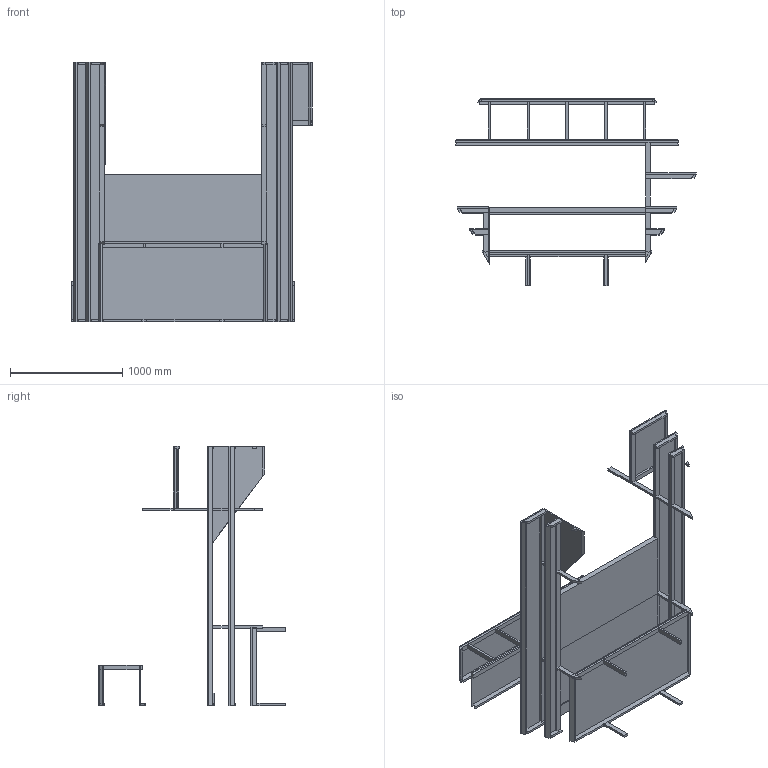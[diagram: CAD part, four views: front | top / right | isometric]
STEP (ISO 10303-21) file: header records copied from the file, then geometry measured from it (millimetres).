
FILE_DESCRIPTION (( 'STEP AP203' ), '1' );
FILE_NAME ('FIX_FURNITURE_SEED_NIGHT_REV_.step', '2025-08-17T04:48:16', ( '' ), ( '' ), 'SwSTEP 2.0', 'SolidWorks 2024', '' );
FILE_SCHEMA (( 'CONFIG_CONTROL_DESIGN' ));
Length unit declared in the file: millimetre
Products named in the file (1): FIX_FURNITURE_SEED_NIGHT_REV_
Bounding box: 2147.45 x 1673 x 2310 mm (x, y, z)
Volume: 182149414.7 mm3; surface area: 20486848.7 mm2
Topology: 63 solids, 63 shells, 380 faces, 762 edges, 508 vertices
Faces by surface type: plane 380
Entity records: 9599 total; most frequent: CARTESIAN_POINT 1651, DIRECTION 1524, ORIENTED_EDGE 1524, EDGE_CURVE 762, LINE 762, VECTOR 762, VERTEX_POINT 508, AXIS2_PLACEMENT_3D 381
